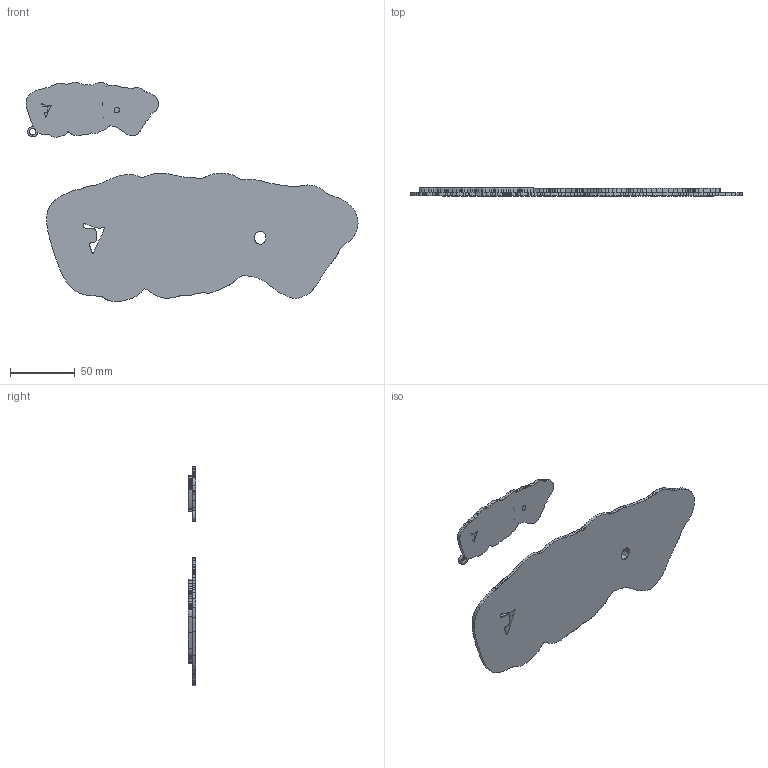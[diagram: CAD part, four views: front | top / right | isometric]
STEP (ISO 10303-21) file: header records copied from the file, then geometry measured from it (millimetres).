
FILE_DESCRIPTION(/* description */ (''),/* implementation_level */ '2;1');
FILE_NAME(/* name */ 'Atrocious_haxmas-day3.step',/* time_stamp */ '2025-12-15T22:57:37-06:00',/* author */ (''),/* organization */ (''),/* preprocessor_version */ 'ST-DEVELOPER v20.1',/* originating_system */ 'Autodesk Translation Framework v14.21.0.0',/* authorisation */ '');
FILE_SCHEMA (('AUTOMOTIVE_DESIGN { 1 0 10303 214 3 1 1 }'));
Products named in the file (1): (Unsaved)
Bounding box: 256.6 x 6 x 169.43 mm (x, y, z)
Volume: 82410.5 mm3; surface area: 53606.9 mm2
Topology: 4 solids, 4 shells, 1457 faces, 4312 edges, 2873 vertices
Faces by surface type: cylinder 734, bspline 470, plane 253
Full cylindrical faces by diameter (mm): 5 x1
Entity records: 50582 total; most frequent: CARTESIAN_POINT 14747, ORIENTED_EDGE 8624, DIRECTION 6814, EDGE_CURVE 4312, VERTEX_POINT 2873, AXIS2_PLACEMENT_3D 2456, LINE 1902, VECTOR 1902
